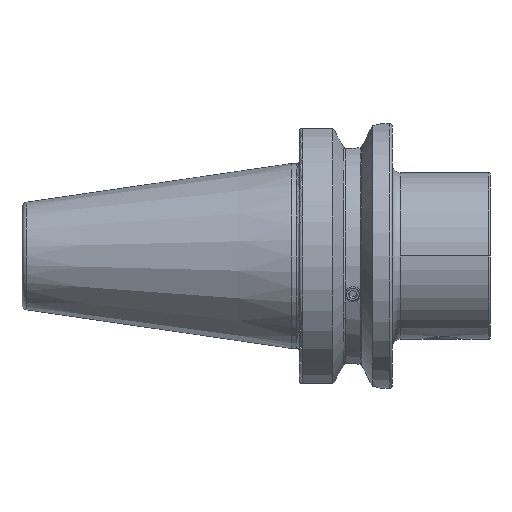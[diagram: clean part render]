
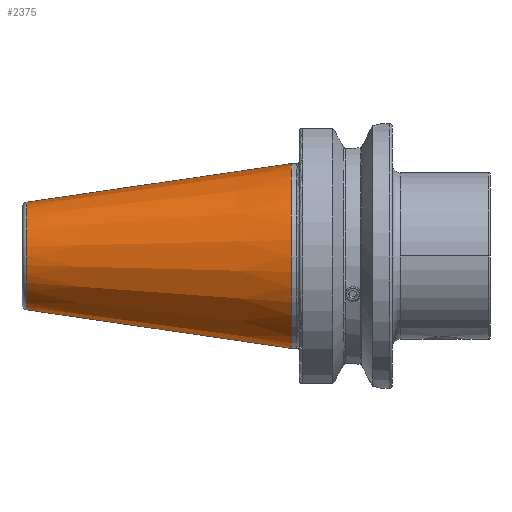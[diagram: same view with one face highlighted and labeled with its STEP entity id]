
A CAD part, front view. The second image highlights one B-rep face of the part: STEP entity #2375.
In plain terms, the highlighted conical face has half-angle 8.297 degrees and reference radius 34.925 mm.
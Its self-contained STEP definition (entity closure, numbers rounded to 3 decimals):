
#177 = CARTESIAN_POINT ( 'NONE',  ( -100.089, 0., -20.329 ) ) ;
#414 = CARTESIAN_POINT ( 'NONE',  ( 0., 0., -34.925 ) ) ;
#424 = ORIENTED_EDGE ( 'NONE', *, *, #5868, .F. ) ;
#465 = VERTEX_POINT ( 'NONE', #177 ) ;
#912 = CARTESIAN_POINT ( 'NONE',  ( 0., 0., 0. ) ) ;
#934 = DIRECTION ( 'NONE',  ( 0., 0., -1. ) ) ;
#992 = DIRECTION ( 'NONE',  ( 1., 0., 0. ) ) ;
#995 = EDGE_LOOP ( 'NONE', ( #424, #4970, #3536, #6455 ) ) ;
#1479 = DIRECTION ( 'NONE',  ( 0.99, 0., 0.144 ) ) ;
#1598 = AXIS2_PLACEMENT_3D ( 'NONE', #912, #992, #934 ) ;
#1714 = VERTEX_POINT ( 'NONE', #2741 ) ;
#1893 = VECTOR ( 'NONE', #4153, 1000. ) ;
#1902 = LINE ( 'NONE', #414, #1893 ) ;
#1985 = VECTOR ( 'NONE', #1479, 1000. ) ;
#2073 = LINE ( 'NONE', #4111, #1985 ) ;
#2355 = CARTESIAN_POINT ( 'NONE',  ( 0., 0., -34.925 ) ) ;
#2370 = AXIS2_PLACEMENT_3D ( 'NONE', #3334, #3328, #3323 ) ;
#2375 = ADVANCED_FACE ( 'NONE', ( #5313 ), #5216, .T. ) ;
#2462 = AXIS2_PLACEMENT_3D ( 'NONE', #3678, #3650, #3600 ) ;
#2741 = CARTESIAN_POINT ( 'NONE',  ( 0., 0., 34.925 ) ) ;
#3323 = DIRECTION ( 'NONE',  ( 0., 0., 1. ) ) ;
#3328 = DIRECTION ( 'NONE',  ( -1., 0., 0. ) ) ;
#3334 = CARTESIAN_POINT ( 'NONE',  ( 0., 0., 0. ) ) ;
#3536 = ORIENTED_EDGE ( 'NONE', *, *, #5920, .T. ) ;
#3600 = DIRECTION ( 'NONE',  ( 0., 0., 1. ) ) ;
#3650 = DIRECTION ( 'NONE',  ( -1., 0., 0. ) ) ;
#3678 = CARTESIAN_POINT ( 'NONE',  ( -100.089, 0., 0. ) ) ;
#3899 = CARTESIAN_POINT ( 'NONE',  ( -100.089, 0., 20.329 ) ) ;
#4104 = EDGE_CURVE ( 'NONE', #465, #6695, #6048, .T. ) ;
#4111 = CARTESIAN_POINT ( 'NONE',  ( 0., 0., 34.925 ) ) ;
#4153 = DIRECTION ( 'NONE',  ( 0.99, 0., -0.144 ) ) ;
#4168 = EDGE_CURVE ( 'NONE', #5504, #1714, #5967, .T. ) ;
#4970 = ORIENTED_EDGE ( 'NONE', *, *, #4104, .F. ) ;
#5216 = CONICAL_SURFACE ( 'NONE', #1598, 34.925, 0.145 ) ;
#5313 = FACE_OUTER_BOUND ( 'NONE', #995, .T. ) ;
#5504 = VERTEX_POINT ( 'NONE', #2355 ) ;
#5868 = EDGE_CURVE ( 'NONE', #6695, #1714, #2073, .T. ) ;
#5920 = EDGE_CURVE ( 'NONE', #465, #5504, #1902, .T. ) ;
#5967 = CIRCLE ( 'NONE', #2370, 34.925 ) ;
#6048 = CIRCLE ( 'NONE', #2462, 20.329 ) ;
#6455 = ORIENTED_EDGE ( 'NONE', *, *, #4168, .T. ) ;
#6695 = VERTEX_POINT ( 'NONE', #3899 ) ;
